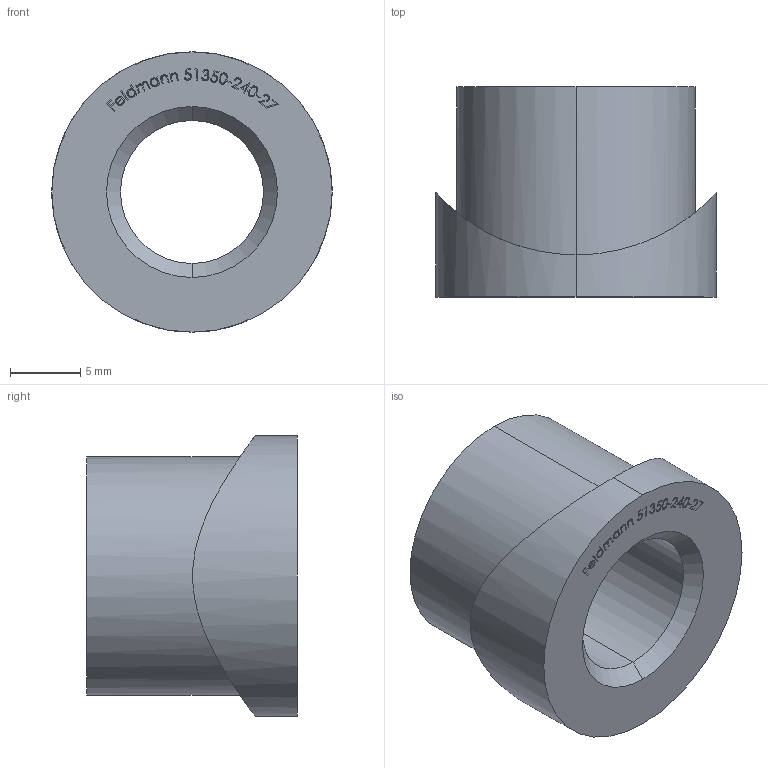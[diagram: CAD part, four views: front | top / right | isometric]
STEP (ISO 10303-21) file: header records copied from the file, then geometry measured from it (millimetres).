
FILE_DESCRIPTION (( 'STEP AP203' ), '1' );
FILE_NAME ('51350-240-27.STEP', '2016-02-16T13:18:39', ( '' ), ( '' ), 'SwSTEP 2.0', 'SolidWorks 2015', '' );
FILE_SCHEMA (( 'CONFIG_CONTROL_DESIGN' ));
Length unit declared in the file: millimetre
Products named in the file (1): 51350-240-27
Bounding box: 20 x 15 x 20 mm (x, y, z)
Volume: 2561.8 mm3; surface area: 1815.9 mm2
Topology: 1 solids, 1 shells, 261 faces, 692 edges, 460 vertices
Faces by surface type: plane 142, bspline 108, cylinder 7, cone 4
Entity records: 14359 total; most frequent: CARTESIAN_POINT 8530, ORIENTED_EDGE 1384, DIRECTION 792, EDGE_CURVE 692, LINE 460, VERTEX_POINT 460, VECTOR 460, EDGE_LOOP 290
